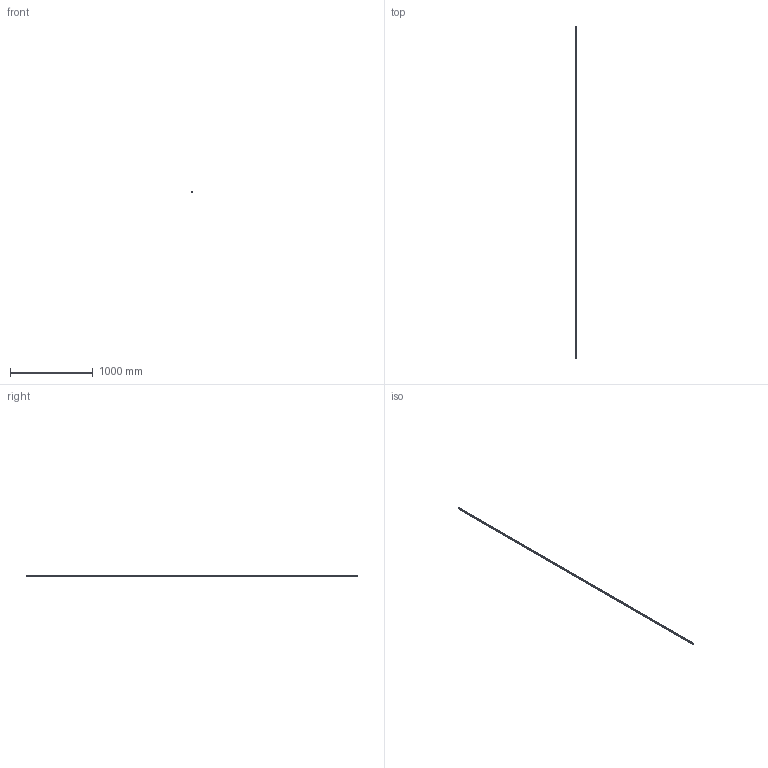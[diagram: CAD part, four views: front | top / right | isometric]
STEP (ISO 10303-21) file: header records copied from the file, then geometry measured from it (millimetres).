
FILE_DESCRIPTION(('STEP AP214'),'1');
FILE_NAME('cctmp_50DC4886-AD3E-48F9-BB1D-BE74B74F0492_2024_08_08_16_48_04_0669..stp','2024-08-08T14:48:04',('HIWIN GmbH'),('CADClick - www.CADClick.com'),'Spatial InterOp 3D',' ','unknown authorization');
FILE_SCHEMA(('AUTOMOTIVE_DESIGN'));
Length unit declared in the file: millimetre
Products named in the file (3): cc_unnamed; EGR15R4000C_FILE_1; EGR15R4000C_FILE
Assembly tree (2 placements, depth 2):
  cc_unnamed
    EGR15R4000C_FILE_1
    EGR15R4000C_FILE
Bounding box: 15 x 4000 x 12.5 mm (x, y, z)
Volume: 646118.4 mm3; surface area: 239187.5 mm2
Topology: 2 solids, 2 shells, 809 faces, 1788 edges, 1192 vertices
Faces by surface type: cylinder 438, plane 371
Entity records: 29230 total; most frequent: DIRECTION 4288, CARTESIAN_POINT 3792, ORIENTED_EDGE 3576, EDGE_CURVE 1788, AXIS2_PLACEMENT_3D 1688, VERTEX_POINT 1192, EDGE_LOOP 1018, LINE 912
